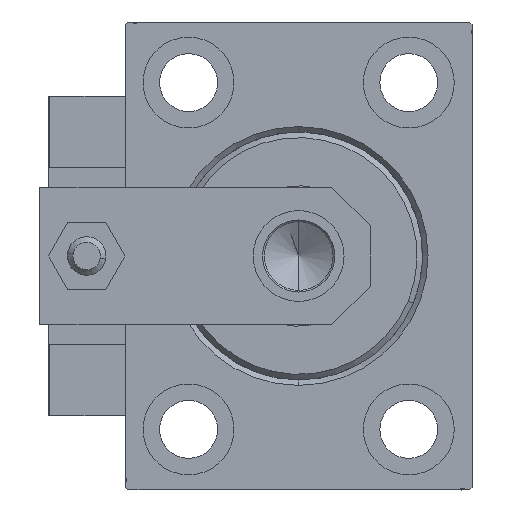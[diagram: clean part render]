
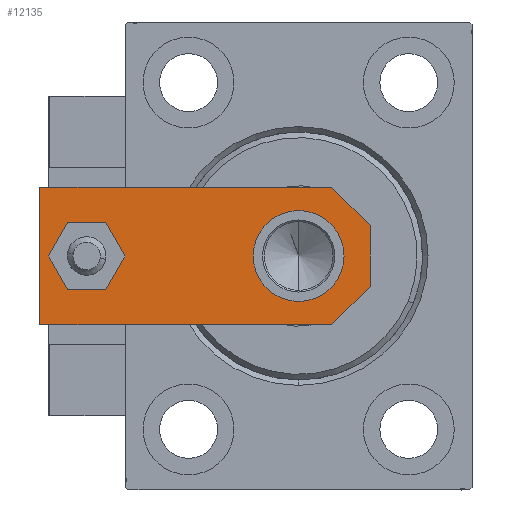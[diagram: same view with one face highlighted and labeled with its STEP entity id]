
A CAD part, left-side view. The second image highlights one B-rep face of the part: STEP entity #12135.
In plain terms, the highlighted face is planar.
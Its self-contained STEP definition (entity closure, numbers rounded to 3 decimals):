
#221 = DIRECTION ( 'NONE',  ( 0.707, -0.707, 0. ) ) ;
#592 = LINE ( 'NONE', #35981, #30669 ) ;
#1141 = ORIENTED_EDGE ( 'NONE', *, *, #27433, .T. ) ;
#1396 = CIRCLE ( 'NONE', #19419, 4. ) ;
#2547 = VERTEX_POINT ( 'NONE', #23392 ) ;
#2925 = EDGE_LOOP ( 'NONE', ( #31897, #47024 ) ) ;
#3019 = FACE_BOUND ( 'NONE', #2925, .T. ) ;
#3685 = VECTOR ( 'NONE', #37120, 1000. ) ;
#4196 = EDGE_CURVE ( 'NONE', #39638, #48731, #47677, .T. ) ;
#4945 = CARTESIAN_POINT ( 'NONE',  ( -12.5, 0., 6. ) ) ;
#5441 = VECTOR ( 'NONE', #221, 1000. ) ;
#6197 = VERTEX_POINT ( 'NONE', #14633 ) ;
#6239 = EDGE_CURVE ( 'NONE', #48731, #39638, #37939, .T. ) ;
#7162 = CARTESIAN_POINT ( 'NONE',  ( 2.75, -2.75, 6. ) ) ;
#7202 = DIRECTION ( 'NONE',  ( 0., 0., 1. ) ) ;
#7857 = CARTESIAN_POINT ( 'NONE',  ( 12.5, 7., 6. ) ) ;
#9353 = CARTESIAN_POINT ( 'NONE',  ( 8.25, 13., 6. ) ) ;
#9365 = VERTEX_POINT ( 'NONE', #7857 ) ;
#10760 = DIRECTION ( 'NONE',  ( 0.707, 0.707, 0. ) ) ;
#12135 = ADVANCED_FACE ( 'NONE', ( #18163, #45595, #3019 ), #18915, .T. ) ;
#12144 = LINE ( 'NONE', #4945, #28543 ) ;
#13070 = VERTEX_POINT ( 'NONE', #41060 ) ;
#13251 = DIRECTION ( 'NONE',  ( 0., -1., 0. ) ) ;
#13256 = AXIS2_PLACEMENT_3D ( 'NONE', #22965, #38611, #34766 ) ;
#14633 = CARTESIAN_POINT ( 'NONE',  ( 12.5, 60., 6. ) ) ;
#14831 = ORIENTED_EDGE ( 'NONE', *, *, #25392, .T. ) ;
#15545 = ORIENTED_EDGE ( 'NONE', *, *, #31272, .F. ) ;
#15824 = AXIS2_PLACEMENT_3D ( 'NONE', #32256, #7202, #27206 ) ;
#17806 = DIRECTION ( 'NONE',  ( 0., 0., 1. ) ) ;
#18163 = FACE_BOUND ( 'NONE', #34540, .T. ) ;
#18449 = EDGE_CURVE ( 'NONE', #28995, #37643, #19696, .T. ) ;
#18915 = PLANE ( 'NONE',  #24235 ) ;
#19419 = AXIS2_PLACEMENT_3D ( 'NONE', #35764, #38600, #47305 ) ;
#19696 = LINE ( 'NONE', #35355, #5441 ) ;
#20040 = CARTESIAN_POINT ( 'NONE',  ( -12.5, 7., 6. ) ) ;
#20063 = DIRECTION ( 'NONE',  ( 0., 1., 0. ) ) ;
#21404 = ORIENTED_EDGE ( 'NONE', *, *, #23778, .T. ) ;
#21553 = CARTESIAN_POINT ( 'NONE',  ( 4., 51.5, 6. ) ) ;
#21710 = ORIENTED_EDGE ( 'NONE', *, *, #33020, .T. ) ;
#22965 = CARTESIAN_POINT ( 'NONE',  ( 0., 13., 6. ) ) ;
#23392 = CARTESIAN_POINT ( 'NONE',  ( 5.5, 0., 6. ) ) ;
#23778 = EDGE_CURVE ( 'NONE', #37643, #2547, #12144, .T. ) ;
#23971 = CARTESIAN_POINT ( 'NONE',  ( -5.5, 0., 6. ) ) ;
#24235 = AXIS2_PLACEMENT_3D ( 'NONE', #37654, #50467, #34571 ) ;
#25392 = EDGE_CURVE ( 'NONE', #39259, #28995, #36845, .T. ) ;
#27206 = DIRECTION ( 'NONE',  ( 1., 0., 0. ) ) ;
#27433 = EDGE_CURVE ( 'NONE', #2547, #9365, #33846, .T. ) ;
#28543 = VECTOR ( 'NONE', #40082, 1000. ) ;
#28995 = VERTEX_POINT ( 'NONE', #20040 ) ;
#29614 = CARTESIAN_POINT ( 'NONE',  ( 0., 51.5, 6. ) ) ;
#30527 = CARTESIAN_POINT ( 'NONE',  ( -8.25, 13., 6. ) ) ;
#30669 = VECTOR ( 'NONE', #20063, 1000. ) ;
#31272 = EDGE_CURVE ( 'NONE', #13070, #43104, #31480, .T. ) ;
#31449 = EDGE_CURVE ( 'NONE', #9365, #6197, #592, .T. ) ;
#31480 = CIRCLE ( 'NONE', #32283, 4. ) ;
#31626 = EDGE_LOOP ( 'NONE', ( #14831, #32062, #21404, #1141, #38886, #21710 ) ) ;
#31897 = ORIENTED_EDGE ( 'NONE', *, *, #6239, .F. ) ;
#32062 = ORIENTED_EDGE ( 'NONE', *, *, #18449, .T. ) ;
#32256 = CARTESIAN_POINT ( 'NONE',  ( 0., 13., 6. ) ) ;
#32283 = AXIS2_PLACEMENT_3D ( 'NONE', #29614, #17806, #48338 ) ;
#32761 = VECTOR ( 'NONE', #10760, 1000. ) ;
#33020 = EDGE_CURVE ( 'NONE', #6197, #39259, #48168, .T. ) ;
#33846 = LINE ( 'NONE', #7162, #32761 ) ;
#34540 = EDGE_LOOP ( 'NONE', ( #15545, #48537 ) ) ;
#34571 = DIRECTION ( 'NONE',  ( 1., 0., 0. ) ) ;
#34766 = DIRECTION ( 'NONE',  ( 1., 0., 0. ) ) ;
#34852 = CARTESIAN_POINT ( 'NONE',  ( -12.5, 60., 6. ) ) ;
#35355 = CARTESIAN_POINT ( 'NONE',  ( -2.75, -2.75, 6. ) ) ;
#35764 = CARTESIAN_POINT ( 'NONE',  ( 0., 51.5, 6. ) ) ;
#35981 = CARTESIAN_POINT ( 'NONE',  ( 12.5, 0., 6. ) ) ;
#36845 = LINE ( 'NONE', #48394, #37597 ) ;
#37120 = DIRECTION ( 'NONE',  ( -1., 0., 0. ) ) ;
#37597 = VECTOR ( 'NONE', #13251, 1000. ) ;
#37643 = VERTEX_POINT ( 'NONE', #23971 ) ;
#37654 = CARTESIAN_POINT ( 'NONE',  ( 0., 0., 6. ) ) ;
#37939 = CIRCLE ( 'NONE', #15824, 8.25 ) ;
#38600 = DIRECTION ( 'NONE',  ( 0., 0., 1. ) ) ;
#38611 = DIRECTION ( 'NONE',  ( 0., 0., 1. ) ) ;
#38886 = ORIENTED_EDGE ( 'NONE', *, *, #31449, .T. ) ;
#39259 = VERTEX_POINT ( 'NONE', #34852 ) ;
#39638 = VERTEX_POINT ( 'NONE', #9353 ) ;
#40082 = DIRECTION ( 'NONE',  ( 1., 0., 0. ) ) ;
#41060 = CARTESIAN_POINT ( 'NONE',  ( -4., 51.5, 6. ) ) ;
#41892 = EDGE_CURVE ( 'NONE', #43104, #13070, #1396, .T. ) ;
#43104 = VERTEX_POINT ( 'NONE', #21553 ) ;
#45595 = FACE_OUTER_BOUND ( 'NONE', #31626, .T. ) ;
#47024 = ORIENTED_EDGE ( 'NONE', *, *, #4196, .F. ) ;
#47305 = DIRECTION ( 'NONE',  ( 1., 0., 0. ) ) ;
#47677 = CIRCLE ( 'NONE', #13256, 8.25 ) ;
#47908 = CARTESIAN_POINT ( 'NONE',  ( 12.5, 60., 6. ) ) ;
#48168 = LINE ( 'NONE', #47908, #3685 ) ;
#48338 = DIRECTION ( 'NONE',  ( 1., 0., 0. ) ) ;
#48394 = CARTESIAN_POINT ( 'NONE',  ( -12.5, 60., 6. ) ) ;
#48537 = ORIENTED_EDGE ( 'NONE', *, *, #41892, .F. ) ;
#48731 = VERTEX_POINT ( 'NONE', #30527 ) ;
#50467 = DIRECTION ( 'NONE',  ( 0., 0., 1. ) ) ;
